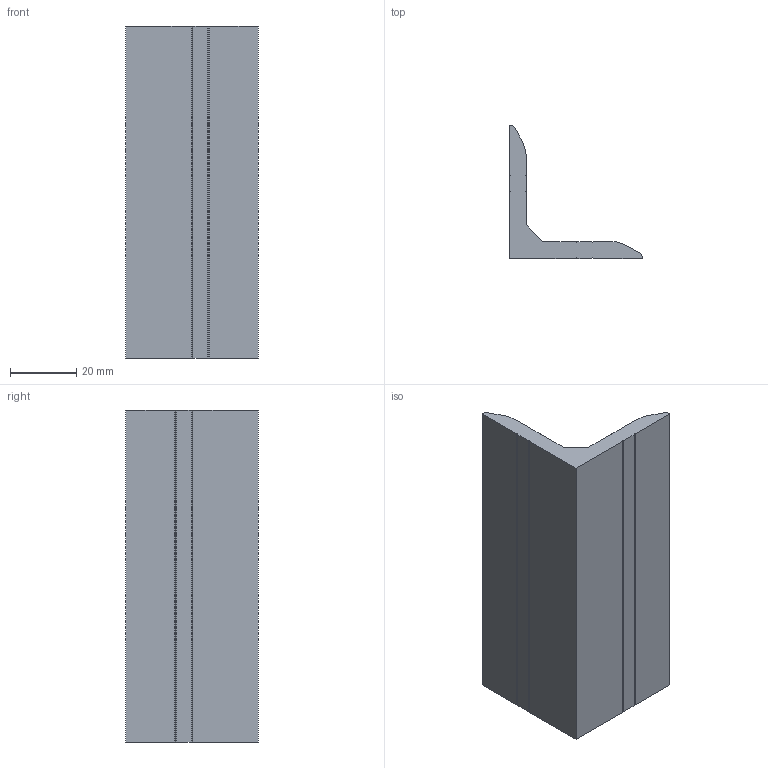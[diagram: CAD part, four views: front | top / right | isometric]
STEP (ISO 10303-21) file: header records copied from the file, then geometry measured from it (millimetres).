
FILE_DESCRIPTION((''),'2;1');
FILE_NAME('AFL4040.stp','2009-09-01T14:15:21',('Administrator'),(''),'Autodesk Inventor 2008','Autodesk Inventor 2008','');
FILE_SCHEMA(('AUTOMOTIVE_DESIGN { 1 0 10303 214 1 1 1 1 }'));
Length unit declared in the file: millimetre
Products named in the file (1): AFL4040
Bounding box: 40 x 40 x 100 mm (x, y, z)
Volume: 35879.4 mm3; surface area: 15954.5 mm2
Topology: 1 solids, 1 shells, 37 faces, 105 edges, 70 vertices
Faces by surface type: plane 33, cylinder 4
Entity records: 1213 total; most frequent: CARTESIAN_POINT 213, ORIENTED_EDGE 210, DIRECTION 189, EDGE_CURVE 105, VECTOR 97, LINE 97, VERTEX_POINT 70, AXIS2_PLACEMENT_3D 46
